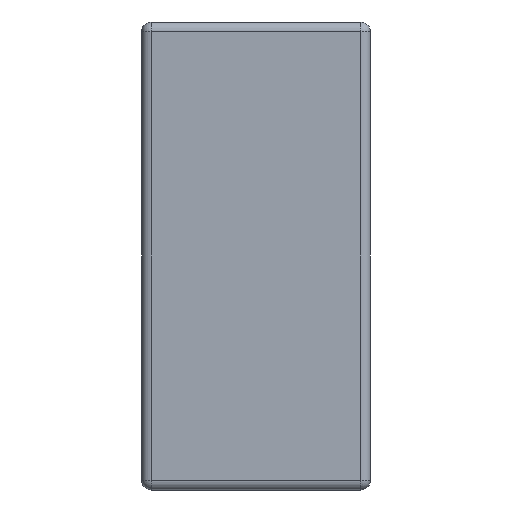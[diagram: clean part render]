
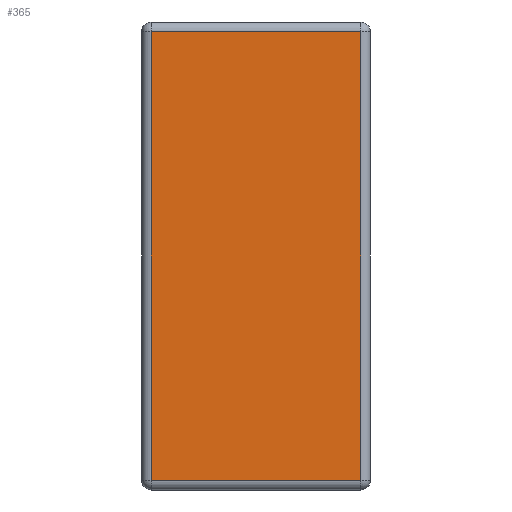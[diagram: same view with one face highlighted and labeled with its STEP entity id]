
A CAD part, left-side view. The second image highlights one B-rep face of the part: STEP entity #365.
In plain terms, the highlighted planar face has unit normal (-1, 0, 0).
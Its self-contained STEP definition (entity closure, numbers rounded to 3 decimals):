
#2 = DIRECTION ( 'NONE',  ( 0., -1., 0. ) ) ;
#104 = ORIENTED_EDGE ( 'NONE', *, *, #579, .T. ) ;
#348 = ORIENTED_EDGE ( 'NONE', *, *, #2974, .T. ) ;
#365 = ADVANCED_FACE ( 'NONE', ( #4549 ), #3502, .T. ) ;
#501 = VERTEX_POINT ( 'NONE', #2685 ) ;
#540 = CARTESIAN_POINT ( 'NONE',  ( 0., 0.037, 0. ) ) ;
#579 = EDGE_CURVE ( 'NONE', #501, #3155, #3677, .T. ) ;
#652 = CARTESIAN_POINT ( 'NONE',  ( 0., 0., 0. ) ) ;
#1023 = LINE ( 'NONE', #3780, #1516 ) ;
#1516 = VECTOR ( 'NONE', #4188, 1000. ) ;
#1813 = AXIS2_PLACEMENT_3D ( 'NONE', #652, #3117, #3128 ) ;
#2238 = EDGE_CURVE ( 'NONE', #3155, #3725, #3949, .T. ) ;
#2286 = VERTEX_POINT ( 'NONE', #2464 ) ;
#2313 = ORIENTED_EDGE ( 'NONE', *, *, #3816, .T. ) ;
#2464 = CARTESIAN_POINT ( 'NONE',  ( 0., 0.037, -0.037 ) ) ;
#2478 = ORIENTED_EDGE ( 'NONE', *, *, #2238, .T. ) ;
#2509 = CARTESIAN_POINT ( 'NONE',  ( 0., 0., -1.763 ) ) ;
#2685 = CARTESIAN_POINT ( 'NONE',  ( 0., 0.843, -0.037 ) ) ;
#2770 = VECTOR ( 'NONE', #4201, 1000. ) ;
#2780 = CARTESIAN_POINT ( 'NONE',  ( 0., 0.037, -1.763 ) ) ;
#2974 = EDGE_CURVE ( 'NONE', #3725, #2286, #3593, .T. ) ;
#3117 = DIRECTION ( 'NONE',  ( -1., 0., 0. ) ) ;
#3128 = DIRECTION ( 'NONE',  ( 0., 0., 1. ) ) ;
#3155 = VERTEX_POINT ( 'NONE', #4480 ) ;
#3502 = PLANE ( 'NONE',  #1813 ) ;
#3593 = LINE ( 'NONE', #540, #4225 ) ;
#3677 = LINE ( 'NONE', #4500, #2770 ) ;
#3725 = VERTEX_POINT ( 'NONE', #2780 ) ;
#3780 = CARTESIAN_POINT ( 'NONE',  ( 0., 0.88, -0.037 ) ) ;
#3786 = VECTOR ( 'NONE', #2, 1000. ) ;
#3816 = EDGE_CURVE ( 'NONE', #2286, #501, #1023, .T. ) ;
#3949 = LINE ( 'NONE', #2509, #3786 ) ;
#4021 = DIRECTION ( 'NONE',  ( 0., 0., 1. ) ) ;
#4188 = DIRECTION ( 'NONE',  ( 0., 1., 0. ) ) ;
#4201 = DIRECTION ( 'NONE',  ( 0., 0., -1. ) ) ;
#4225 = VECTOR ( 'NONE', #4021, 1000. ) ;
#4393 = EDGE_LOOP ( 'NONE', ( #2478, #348, #2313, #104 ) ) ;
#4480 = CARTESIAN_POINT ( 'NONE',  ( 0., 0.843, -1.763 ) ) ;
#4500 = CARTESIAN_POINT ( 'NONE',  ( 0., 0.843, -1.8 ) ) ;
#4549 = FACE_OUTER_BOUND ( 'NONE', #4393, .T. ) ;
